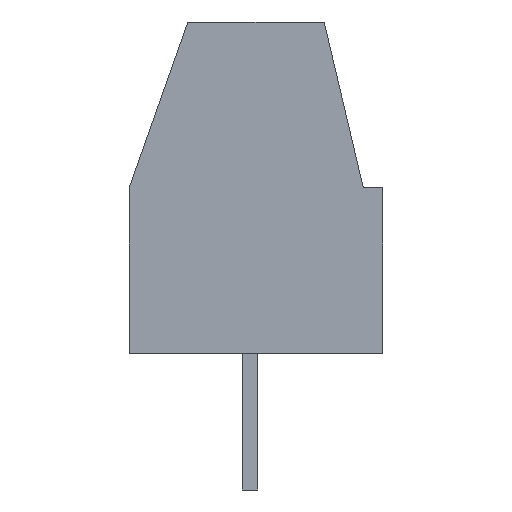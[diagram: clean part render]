
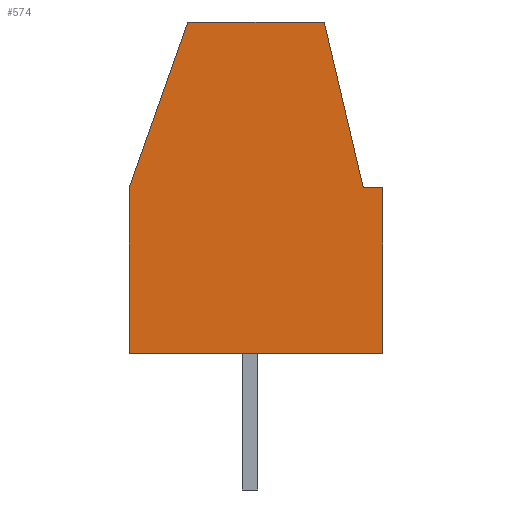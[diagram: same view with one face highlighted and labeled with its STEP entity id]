
A CAD part, left-side view. The second image highlights one B-rep face of the part: STEP entity #574.
In plain terms, the highlighted planar face has unit normal (-1, 0, 0).
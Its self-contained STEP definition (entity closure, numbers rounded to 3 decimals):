
#22 = VERTEX_POINT('',#23);
#23 = CARTESIAN_POINT('',(-0.99,1.6,8.5));
#40 = VERTEX_POINT('',#41);
#41 = CARTESIAN_POINT('',(-0.99,-1.9,8.5));
#47 = EDGE_CURVE('',#40,#22,#48,.T.);
#48 = LINE('',#49,#50);
#49 = CARTESIAN_POINT('',(-0.99,-1.9,8.5));
#50 = VECTOR('',#51,1.);
#51 = DIRECTION('',(0.,1.,0.));
#547 = EDGE_CURVE('',#22,#548,#550,.T.);
#548 = VERTEX_POINT('',#549);
#549 = CARTESIAN_POINT('',(-0.99,3.1,4.25));
#550 = LINE('',#551,#552);
#551 = CARTESIAN_POINT('',(-0.99,1.6,8.5));
#552 = VECTOR('',#553,1.);
#553 = DIRECTION('',(0.,0.333,-0.943));
#574 = ADVANCED_FACE('',(#575),#617,.F.);
#575 = FACE_BOUND('',#576,.F.);
#576 = EDGE_LOOP('',(#577,#578,#586,#594,#602,#610,#616));
#577 = ORIENTED_EDGE('',*,*,#47,.F.);
#578 = ORIENTED_EDGE('',*,*,#579,.F.);
#579 = EDGE_CURVE('',#580,#40,#582,.T.);
#580 = VERTEX_POINT('',#581);
#581 = CARTESIAN_POINT('',(-0.99,-2.9,4.25));
#582 = LINE('',#583,#584);
#583 = CARTESIAN_POINT('',(-0.99,-2.9,4.25));
#584 = VECTOR('',#585,1.);
#585 = DIRECTION('',(0.,0.229,0.973));
#586 = ORIENTED_EDGE('',*,*,#587,.F.);
#587 = EDGE_CURVE('',#588,#580,#590,.T.);
#588 = VERTEX_POINT('',#589);
#589 = CARTESIAN_POINT('',(-0.99,-3.4,4.25));
#590 = LINE('',#591,#592);
#591 = CARTESIAN_POINT('',(-0.99,-3.4,4.25));
#592 = VECTOR('',#593,1.);
#593 = DIRECTION('',(0.,1.,0.));
#594 = ORIENTED_EDGE('',*,*,#595,.F.);
#595 = EDGE_CURVE('',#596,#588,#598,.T.);
#596 = VERTEX_POINT('',#597);
#597 = CARTESIAN_POINT('',(-0.99,-3.4,0.));
#598 = LINE('',#599,#600);
#599 = CARTESIAN_POINT('',(-0.99,-3.4,0.));
#600 = VECTOR('',#601,1.);
#601 = DIRECTION('',(0.,0.,1.));
#602 = ORIENTED_EDGE('',*,*,#603,.F.);
#603 = EDGE_CURVE('',#604,#596,#606,.T.);
#604 = VERTEX_POINT('',#605);
#605 = CARTESIAN_POINT('',(-0.99,3.1,0.));
#606 = LINE('',#607,#608);
#607 = CARTESIAN_POINT('',(-0.99,3.1,0.));
#608 = VECTOR('',#609,1.);
#609 = DIRECTION('',(0.,-1.,0.));
#610 = ORIENTED_EDGE('',*,*,#611,.F.);
#611 = EDGE_CURVE('',#548,#604,#612,.T.);
#612 = LINE('',#613,#614);
#613 = CARTESIAN_POINT('',(-0.99,3.1,4.25));
#614 = VECTOR('',#615,1.);
#615 = DIRECTION('',(0.,0.,-1.));
#616 = ORIENTED_EDGE('',*,*,#547,.F.);
#617 = PLANE('',#618);
#618 = AXIS2_PLACEMENT_3D('',#619,#620,#621);
#619 = CARTESIAN_POINT('',(-0.99,-0.152,3.821));
#620 = DIRECTION('',(1.,0.,0.));
#621 = DIRECTION('',(0.,0.,1.));
